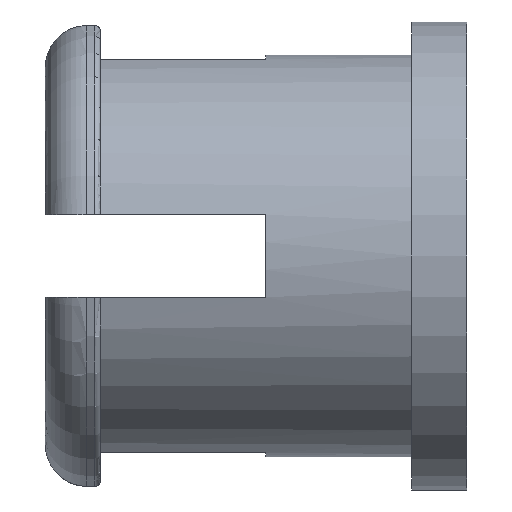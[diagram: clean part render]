
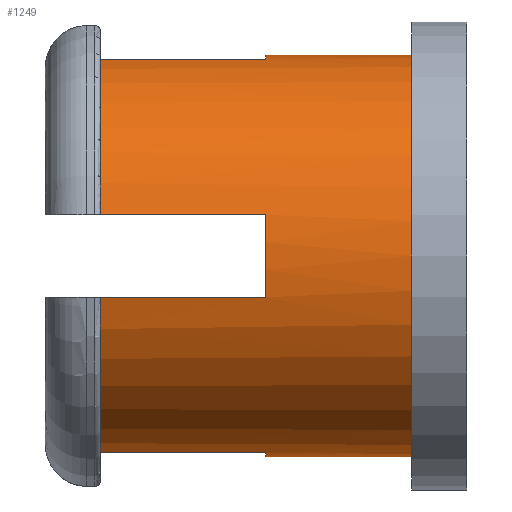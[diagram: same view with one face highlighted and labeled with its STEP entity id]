
A CAD part, left-side view. The second image highlights one B-rep face of the part: STEP entity #1249.
In plain terms, the highlighted cylindrical face has radius 7.3 mm (diameter 14.6 mm), a partial arc.
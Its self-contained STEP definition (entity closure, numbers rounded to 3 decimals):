
#16 = CIRCLE ( 'NONE', #418, 7.3 ) ;
#40 = CIRCLE ( 'NONE', #85, 7.3 ) ;
#85 = AXIS2_PLACEMENT_3D ( 'NONE', #588, #1387, #943 ) ;
#97 = VERTEX_POINT ( 'NONE', #1445 ) ;
#115 = VERTEX_POINT ( 'NONE', #745 ) ;
#126 = VERTEX_POINT ( 'NONE', #971 ) ;
#133 = VECTOR ( 'NONE', #571, 1000. ) ;
#149 = DIRECTION ( 'NONE',  ( 0., 0., 1. ) ) ;
#163 = DIRECTION ( 'NONE',  ( 0., 1., 0. ) ) ;
#202 = EDGE_CURVE ( 'NONE', #819, #450, #1124, .T. ) ;
#231 = DIRECTION ( 'NONE',  ( 0., -1., 0. ) ) ;
#234 = DIRECTION ( 'NONE',  ( 0., 1., 0. ) ) ;
#236 = LINE ( 'NONE', #1267, #719 ) ;
#248 = AXIS2_PLACEMENT_3D ( 'NONE', #1395, #1161, #865 ) ;
#252 = AXIS2_PLACEMENT_3D ( 'NONE', #459, #234, #1452 ) ;
#259 = CARTESIAN_POINT ( 'NONE',  ( -7.144, 11.3, 1.5 ) ) ;
#286 = ORIENTED_EDGE ( 'NONE', *, *, #429, .T. ) ;
#295 = ORIENTED_EDGE ( 'NONE', *, *, #895, .F. ) ;
#301 = AXIS2_PLACEMENT_3D ( 'NONE', #993, #778, #1212 ) ;
#311 = LINE ( 'NONE', #1117, #759 ) ;
#320 = CARTESIAN_POINT ( 'NONE',  ( -7.144, 11.3, 1.5 ) ) ;
#326 = VERTEX_POINT ( 'NONE', #821 ) ;
#343 = ORIENTED_EDGE ( 'NONE', *, *, #202, .F. ) ;
#352 = CARTESIAN_POINT ( 'NONE',  ( 0., 0., 0. ) ) ;
#359 = EDGE_CURVE ( 'NONE', #450, #1157, #1332, .T. ) ;
#376 = DIRECTION ( 'NONE',  ( 0., 1., 0. ) ) ;
#389 = EDGE_CURVE ( 'NONE', #1080, #1368, #718, .T. ) ;
#418 = AXIS2_PLACEMENT_3D ( 'NONE', #1449, #761, #436 ) ;
#424 = VERTEX_POINT ( 'NONE', #1331 ) ;
#429 = EDGE_CURVE ( 'NONE', #1247, #126, #776, .T. ) ;
#436 = DIRECTION ( 'NONE',  ( 0., 0., 1. ) ) ;
#443 = CARTESIAN_POINT ( 'NONE',  ( 0., 5.3, -7.3 ) ) ;
#450 = VERTEX_POINT ( 'NONE', #320 ) ;
#459 = CARTESIAN_POINT ( 'NONE',  ( 0., 5.3, 0. ) ) ;
#462 = AXIS2_PLACEMENT_3D ( 'NONE', #626, #1074, #961 ) ;
#488 = AXIS2_PLACEMENT_3D ( 'NONE', #352, #376, #149 ) ;
#494 = EDGE_CURVE ( 'NONE', #1247, #819, #899, .T. ) ;
#540 = ORIENTED_EDGE ( 'NONE', *, *, #389, .F. ) ;
#551 = CARTESIAN_POINT ( 'NONE',  ( -7.144, 5.3, -1.5 ) ) ;
#563 = EDGE_LOOP ( 'NONE', ( #655, #1173, #594, #729, #343, #1346, #286, #966, #540, #295, #1204, #1116 ) ) ;
#571 = DIRECTION ( 'NONE',  ( 0., 1., 0. ) ) ;
#588 = CARTESIAN_POINT ( 'NONE',  ( 0., 11.3, 0. ) ) ;
#590 = DIRECTION ( 'NONE',  ( 0., -1., 0. ) ) ;
#594 = ORIENTED_EDGE ( 'NONE', *, *, #843, .F. ) ;
#599 = CARTESIAN_POINT ( 'NONE',  ( -1.5, 5.3, -7.144 ) ) ;
#611 = EDGE_CURVE ( 'NONE', #1368, #126, #40, .T. ) ;
#626 = CARTESIAN_POINT ( 'NONE',  ( 0., 5.3, 0. ) ) ;
#655 = ORIENTED_EDGE ( 'NONE', *, *, #738, .F. ) ;
#695 = CIRCLE ( 'NONE', #488, 7.3 ) ;
#718 = LINE ( 'NONE', #1171, #1187 ) ;
#719 = VECTOR ( 'NONE', #590, 1000. ) ;
#729 = ORIENTED_EDGE ( 'NONE', *, *, #359, .F. ) ;
#738 = EDGE_CURVE ( 'NONE', #115, #97, #842, .T. ) ;
#745 = CARTESIAN_POINT ( 'NONE',  ( 0., 5.3, 7.3 ) ) ;
#759 = VECTOR ( 'NONE', #231, 1000. ) ;
#761 = DIRECTION ( 'NONE',  ( 0., 1., 0. ) ) ;
#776 = LINE ( 'NONE', #1122, #133 ) ;
#778 = DIRECTION ( 'NONE',  ( 0., -1., 0. ) ) ;
#819 = VERTEX_POINT ( 'NONE', #1205 ) ;
#821 = CARTESIAN_POINT ( 'NONE',  ( 0., 0., -7.3 ) ) ;
#827 = CARTESIAN_POINT ( 'NONE',  ( 0., 11.3, 7.3 ) ) ;
#842 = LINE ( 'NONE', #827, #927 ) ;
#843 = EDGE_CURVE ( 'NONE', #1157, #424, #311, .T. ) ;
#860 = CYLINDRICAL_SURFACE ( 'NONE', #301, 7.3 ) ;
#865 = DIRECTION ( 'NONE',  ( 0., 0., 1. ) ) ;
#895 = EDGE_CURVE ( 'NONE', #1245, #1080, #16, .T. ) ;
#899 = CIRCLE ( 'NONE', #252, 7.3 ) ;
#921 = CARTESIAN_POINT ( 'NONE',  ( -1.5, 11.3, -7.144 ) ) ;
#927 = VECTOR ( 'NONE', #950, 1000. ) ;
#943 = DIRECTION ( 'NONE',  ( 0., 0., 1. ) ) ;
#950 = DIRECTION ( 'NONE',  ( 0., -1., 0. ) ) ;
#961 = DIRECTION ( 'NONE',  ( 0., 0., 1. ) ) ;
#966 = ORIENTED_EDGE ( 'NONE', *, *, #611, .F. ) ;
#971 = CARTESIAN_POINT ( 'NONE',  ( -7.144, 11.3, -1.5 ) ) ;
#993 = CARTESIAN_POINT ( 'NONE',  ( 0., 11.3, 0. ) ) ;
#994 = VECTOR ( 'NONE', #1462, 1000. ) ;
#1074 = DIRECTION ( 'NONE',  ( 0., 1., 0. ) ) ;
#1076 = EDGE_CURVE ( 'NONE', #326, #97, #695, .T. ) ;
#1080 = VERTEX_POINT ( 'NONE', #599 ) ;
#1116 = ORIENTED_EDGE ( 'NONE', *, *, #1076, .T. ) ;
#1117 = CARTESIAN_POINT ( 'NONE',  ( -1.5, 11.3, 7.144 ) ) ;
#1122 = CARTESIAN_POINT ( 'NONE',  ( -7.144, 11.3, -1.5 ) ) ;
#1124 = LINE ( 'NONE', #259, #994 ) ;
#1157 = VERTEX_POINT ( 'NONE', #1421 ) ;
#1161 = DIRECTION ( 'NONE',  ( 0., 1., 0. ) ) ;
#1171 = CARTESIAN_POINT ( 'NONE',  ( -1.5, 11.3, -7.144 ) ) ;
#1173 = ORIENTED_EDGE ( 'NONE', *, *, #1182, .F. ) ;
#1182 = EDGE_CURVE ( 'NONE', #424, #115, #1190, .T. ) ;
#1187 = VECTOR ( 'NONE', #163, 1000. ) ;
#1190 = CIRCLE ( 'NONE', #462, 7.3 ) ;
#1204 = ORIENTED_EDGE ( 'NONE', *, *, #1329, .T. ) ;
#1205 = CARTESIAN_POINT ( 'NONE',  ( -7.144, 5.3, 1.5 ) ) ;
#1212 = DIRECTION ( 'NONE',  ( 0., 0., -1. ) ) ;
#1245 = VERTEX_POINT ( 'NONE', #443 ) ;
#1247 = VERTEX_POINT ( 'NONE', #551 ) ;
#1249 = ADVANCED_FACE ( 'NONE', ( #1350 ), #860, .T. ) ;
#1267 = CARTESIAN_POINT ( 'NONE',  ( 0., 11.3, -7.3 ) ) ;
#1329 = EDGE_CURVE ( 'NONE', #1245, #326, #236, .T. ) ;
#1331 = CARTESIAN_POINT ( 'NONE',  ( -1.5, 5.3, 7.144 ) ) ;
#1332 = CIRCLE ( 'NONE', #248, 7.3 ) ;
#1346 = ORIENTED_EDGE ( 'NONE', *, *, #494, .F. ) ;
#1350 = FACE_OUTER_BOUND ( 'NONE', #563, .T. ) ;
#1368 = VERTEX_POINT ( 'NONE', #921 ) ;
#1387 = DIRECTION ( 'NONE',  ( 0., 1., 0. ) ) ;
#1395 = CARTESIAN_POINT ( 'NONE',  ( 0., 11.3, 0. ) ) ;
#1421 = CARTESIAN_POINT ( 'NONE',  ( -1.5, 11.3, 7.144 ) ) ;
#1445 = CARTESIAN_POINT ( 'NONE',  ( 0., 0., 7.3 ) ) ;
#1449 = CARTESIAN_POINT ( 'NONE',  ( 0., 5.3, 0. ) ) ;
#1452 = DIRECTION ( 'NONE',  ( 0., 0., 1. ) ) ;
#1462 = DIRECTION ( 'NONE',  ( 0., 1., 0. ) ) ;
